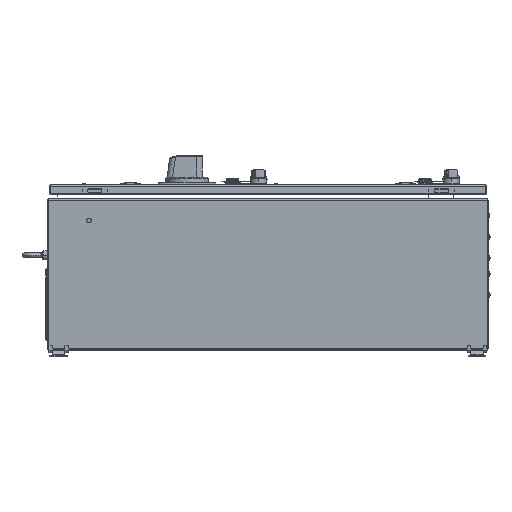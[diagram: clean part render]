
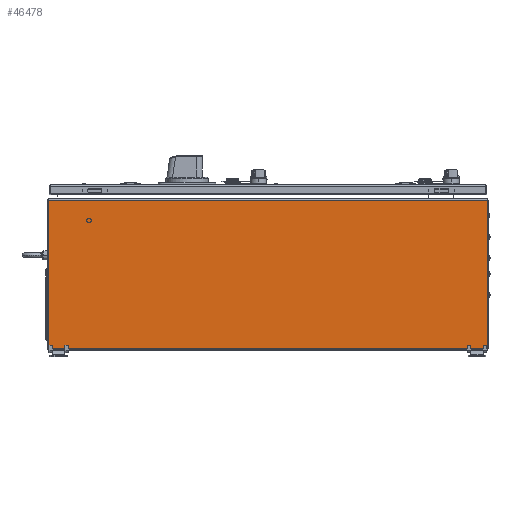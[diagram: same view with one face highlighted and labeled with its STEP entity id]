
A CAD part, left-side view. The second image highlights one B-rep face of the part: STEP entity #46478.
In plain terms, the highlighted planar face has unit normal (-1, 0, 0).
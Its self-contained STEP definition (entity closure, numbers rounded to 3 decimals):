
#688 = CARTESIAN_POINT ( 'NONE',  ( 0., 0., 2.3 ) ) ;
#1248 = VECTOR ( 'NONE', #43784, 1000. ) ;
#1395 = EDGE_CURVE ( 'NONE', #6005, #3878, #7885, .T. ) ;
#3878 = VERTEX_POINT ( 'NONE', #63550 ) ;
#5239 = DIRECTION ( 'NONE',  ( 0., 0., 1. ) ) ;
#6005 = VERTEX_POINT ( 'NONE', #688 ) ;
#6903 = VECTOR ( 'NONE', #13395, 1000. ) ;
#7040 = LINE ( 'NONE', #17424, #37987 ) ;
#7885 = LINE ( 'NONE', #29004, #6903 ) ;
#13395 = DIRECTION ( 'NONE',  ( 0., 0., 1. ) ) ;
#17424 = CARTESIAN_POINT ( 'NONE',  ( 0., 800., 2.3 ) ) ;
#18345 = AXIS2_PLACEMENT_3D ( 'NONE', #47410, #68586, #64749 ) ;
#18455 = LINE ( 'NONE', #54221, #1248 ) ;
#22842 = CARTESIAN_POINT ( 'NONE',  ( 0., 800., 2.3 ) ) ;
#29004 = CARTESIAN_POINT ( 'NONE',  ( 0., 0., 0. ) ) ;
#30084 = ORIENTED_EDGE ( 'NONE', *, *, #1395, .T. ) ;
#32217 = LINE ( 'NONE', #54099, #50004 ) ;
#33221 = EDGE_CURVE ( 'NONE', #52281, #34336, #32217, .T. ) ;
#33929 = ORIENTED_EDGE ( 'NONE', *, *, #50817, .T. ) ;
#34336 = VERTEX_POINT ( 'NONE', #56040 ) ;
#35991 = FACE_OUTER_BOUND ( 'NONE', #49835, .T. ) ;
#37987 = VECTOR ( 'NONE', #54915, 1000. ) ;
#43784 = DIRECTION ( 'NONE',  ( 0., 1., 0. ) ) ;
#46478 = ADVANCED_FACE ( 'NONE', ( #35991 ), #57173, .F. ) ;
#47410 = CARTESIAN_POINT ( 'NONE',  ( 0., 800., 0. ) ) ;
#49835 = EDGE_LOOP ( 'NONE', ( #30084, #33929, #63105, #52556 ) ) ;
#50004 = VECTOR ( 'NONE', #5239, 1000. ) ;
#50817 = EDGE_CURVE ( 'NONE', #3878, #34336, #18455, .T. ) ;
#52052 = EDGE_CURVE ( 'NONE', #52281, #6005, #7040, .T. ) ;
#52281 = VERTEX_POINT ( 'NONE', #22842 ) ;
#52556 = ORIENTED_EDGE ( 'NONE', *, *, #52052, .T. ) ;
#54099 = CARTESIAN_POINT ( 'NONE',  ( 0., 800., 0. ) ) ;
#54221 = CARTESIAN_POINT ( 'NONE',  ( 0., 800., 272.2 ) ) ;
#54915 = DIRECTION ( 'NONE',  ( 0., -1., 0. ) ) ;
#56040 = CARTESIAN_POINT ( 'NONE',  ( 0., 800., 272.2 ) ) ;
#57173 = PLANE ( 'NONE',  #18345 ) ;
#63105 = ORIENTED_EDGE ( 'NONE', *, *, #33221, .F. ) ;
#63550 = CARTESIAN_POINT ( 'NONE',  ( 0., 0., 272.2 ) ) ;
#64749 = DIRECTION ( 'NONE',  ( 0., 0., 1. ) ) ;
#68586 = DIRECTION ( 'NONE',  ( 1., 0., 0. ) ) ;
